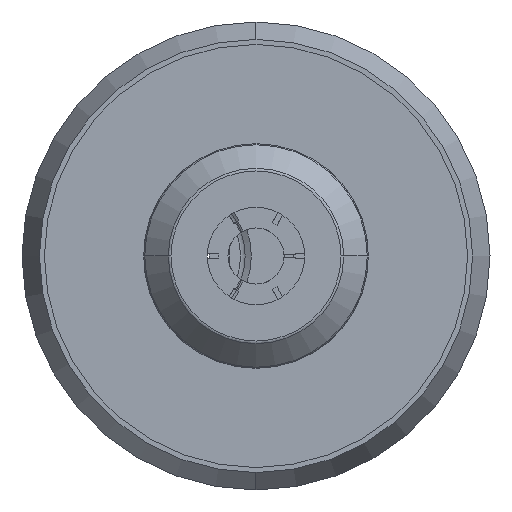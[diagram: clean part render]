
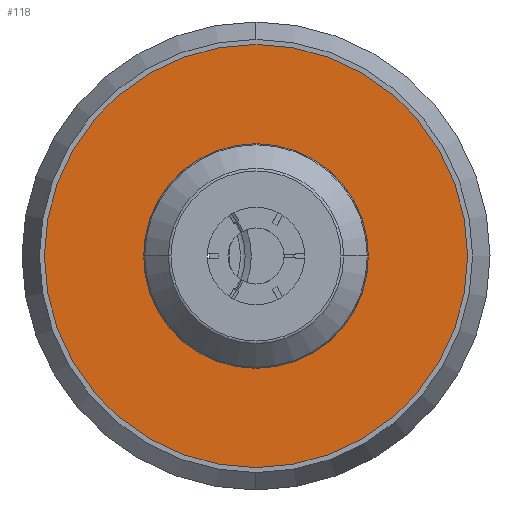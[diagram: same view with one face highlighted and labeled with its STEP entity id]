
A CAD part, left-side view. The second image highlights one B-rep face of the part: STEP entity #118.
In plain terms, the highlighted planar face has unit normal (-1, 0, 0).
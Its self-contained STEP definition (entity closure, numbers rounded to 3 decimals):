
#115 = EDGE_LOOP ( 'NONE', ( #298, #302 ) ) ;
#117 = EDGE_CURVE ( 'NONE', #148, #139, #2673, .T. ) ;
#118 = ADVANCED_FACE ( 'NONE', ( #2573, #2666 ), #2668, .T. ) ;
#139 = VERTEX_POINT ( 'NONE', #2866 ) ;
#148 = VERTEX_POINT ( 'NONE', #2867 ) ;
#149 = EDGE_CURVE ( 'NONE', #306, #307, #2895, .T. ) ;
#150 = EDGE_LOOP ( 'NONE', ( #304, #305 ) ) ;
#298 = ORIENTED_EDGE ( 'NONE', *, *, #117, .T. ) ;
#299 = EDGE_CURVE ( 'NONE', #139, #148, #3037, .T. ) ;
#301 = EDGE_CURVE ( 'NONE', #307, #306, #3201, .T. ) ;
#302 = ORIENTED_EDGE ( 'NONE', *, *, #299, .T. ) ;
#304 = ORIENTED_EDGE ( 'NONE', *, *, #149, .F. ) ;
#305 = ORIENTED_EDGE ( 'NONE', *, *, #301, .F. ) ;
#306 = VERTEX_POINT ( 'NONE', #3099 ) ;
#307 = VERTEX_POINT ( 'NONE', #3179 ) ;
#2573 = FACE_OUTER_BOUND ( 'NONE', #115, .T. ) ;
#2582 = AXIS2_PLACEMENT_3D ( 'NONE', #2686, #2685, #2684 ) ;
#2662 = AXIS2_PLACEMENT_3D ( 'NONE', #2680, #2679, #2678 ) ;
#2666 = FACE_BOUND ( 'NONE', #150, .T. ) ;
#2668 = PLANE ( 'NONE',  #2662 ) ;
#2673 = CIRCLE ( 'NONE', #2582, 11.3 ) ;
#2678 = DIRECTION ( 'NONE',  ( 0., -1., 0. ) ) ;
#2679 = DIRECTION ( 'NONE',  ( -1., 0., 0. ) ) ;
#2680 = CARTESIAN_POINT ( 'NONE',  ( -75.625, 9.419, 36.476 ) ) ;
#2684 = DIRECTION ( 'NONE',  ( 0., -1., 0. ) ) ;
#2685 = DIRECTION ( 'NONE',  ( -1., 0., 0. ) ) ;
#2686 = CARTESIAN_POINT ( 'NONE',  ( -75.625, 9.419, 36.476 ) ) ;
#2824 = DIRECTION ( 'NONE',  ( 0., -1., 0. ) ) ;
#2825 = DIRECTION ( 'NONE',  ( -1., 0., 0. ) ) ;
#2826 = CARTESIAN_POINT ( 'NONE',  ( -75.625, 9.419, 36.476 ) ) ;
#2827 = AXIS2_PLACEMENT_3D ( 'NONE', #2826, #2825, #2824 ) ;
#2866 = CARTESIAN_POINT ( 'NONE',  ( -75.625, 20.719, 36.476 ) ) ;
#2867 = CARTESIAN_POINT ( 'NONE',  ( -75.625, -1.881, 36.476 ) ) ;
#2895 = CIRCLE ( 'NONE', #2827, 5.3 ) ;
#3037 = CIRCLE ( 'NONE', #3102, 11.3 ) ;
#3099 = CARTESIAN_POINT ( 'NONE',  ( -75.625, 14.719, 36.476 ) ) ;
#3102 = AXIS2_PLACEMENT_3D ( 'NONE', #3206, #3205, #3204 ) ;
#3104 = CARTESIAN_POINT ( 'NONE',  ( -75.625, 9.419, 36.476 ) ) ;
#3107 = DIRECTION ( 'NONE',  ( -1., 0., 0. ) ) ;
#3119 = DIRECTION ( 'NONE',  ( 0., -1., 0. ) ) ;
#3120 = AXIS2_PLACEMENT_3D ( 'NONE', #3104, #3107, #3119 ) ;
#3179 = CARTESIAN_POINT ( 'NONE',  ( -75.625, 4.119, 36.476 ) ) ;
#3201 = CIRCLE ( 'NONE', #3120, 5.3 ) ;
#3204 = DIRECTION ( 'NONE',  ( 0., -1., 0. ) ) ;
#3205 = DIRECTION ( 'NONE',  ( -1., 0., 0. ) ) ;
#3206 = CARTESIAN_POINT ( 'NONE',  ( -75.625, 9.419, 36.476 ) ) ;
